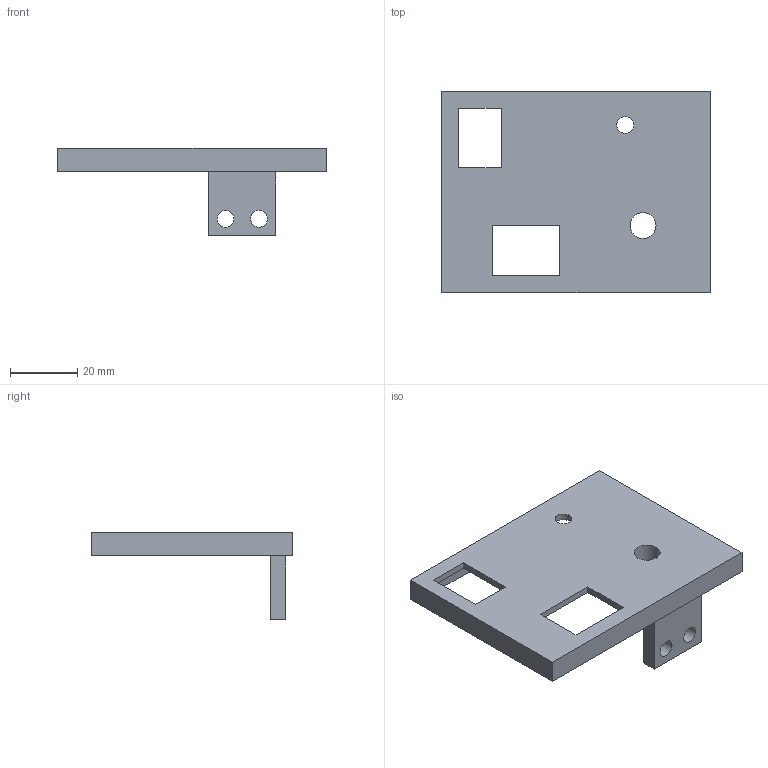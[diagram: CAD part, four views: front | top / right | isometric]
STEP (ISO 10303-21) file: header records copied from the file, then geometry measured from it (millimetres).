
FILE_DESCRIPTION(/* description */ ('STEP AP242','CAx-IF Rec.Pracs.---Representation and Presentation of Product Manufacturing Information (PMI)---4.0---2014-10-13','CAx-IF Rec.Pracs.---3D Tessellated Geometry---0.4---2014-09-14','2;1'),/* implementation_level */ '2;1');
FILE_NAME(/* name */ '680d8e4a72d068090b087f95',/* time_stamp */ '2025-04-27T01:54:18Z',/* author */ (''),/* organization */ (''),/* preprocessor_version */ 'ST-DEVELOPER v20',/* originating_system */ 'ONSHAPE BY PTC INC, 1.197',/* authorisation */ ' ');
FILE_SCHEMA (('AP242_MANAGED_MODEL_BASED_3D_ENGINEERING_MIM_LF { 1 0 10303 442 1 1 4 }'));
Length unit declared in the file: metre
Products named in the file (1): Part 1
Bounding box: 80 x 60 x 26 mm (x, y, z)
Volume: 15412.6 mm3; surface area: 13800.7 mm2
Topology: 1 solids, 1 shells, 35 faces, 87 edges, 58 vertices
Faces by surface type: plane 28, cylinder 7
Full cylindrical faces by diameter (mm): 5 x3, 7.75 x1, 15.25 x1, 18.25 x1, 23.25 x1
Entity records: 1046 total; most frequent: CARTESIAN_POINT 174, DIRECTION 166, ORIENTED_EDGE 160, EDGE_CURVE 80, LINE 66, VECTOR 66, VERTEX_POINT 58, EDGE_LOOP 58
